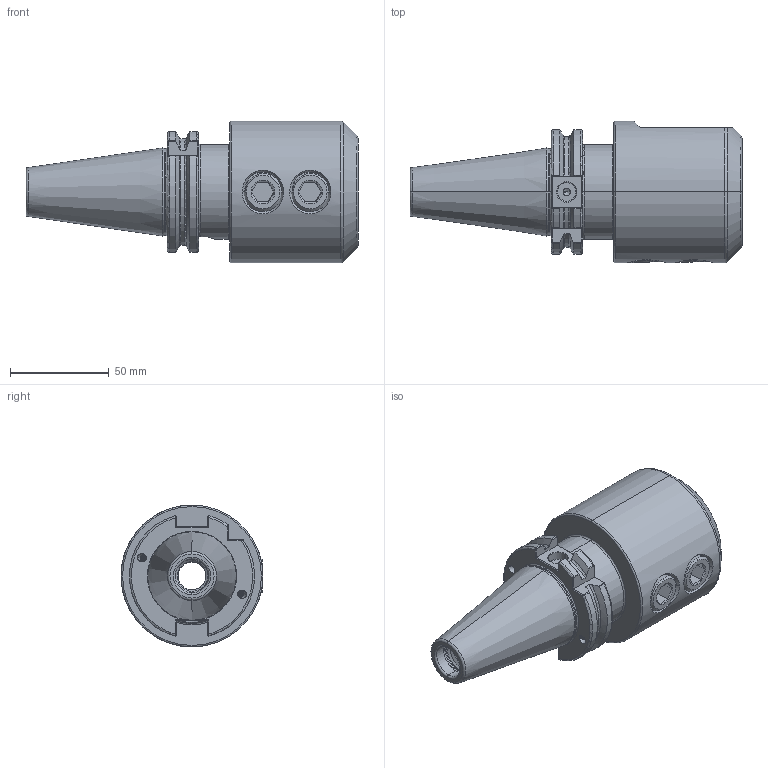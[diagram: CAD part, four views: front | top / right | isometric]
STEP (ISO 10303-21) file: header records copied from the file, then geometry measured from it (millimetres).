
FILE_DESCRIPTION (( 'STEP AP203' ), '1' );
FILE_NAME ('403.05.32.STEP', '2016-11-25T08:44:38', ( '' ), ( '' ), 'SwSTEP 2.0', 'SolidWorks 2012', '' );
FILE_SCHEMA (( 'CONFIG_CONTROL_DESIGN' ));
Products named in the file (3): 403.05.32; 側固20_M20x2_20L
Assembly tree (3 placements, depth 2):
  403.05.32
    403.05.32
    側固20_M20x2_20L  x2
Bounding box: 168.4 x 72 x 72 mm (x, y, z)
Volume: 311323.8 mm3; surface area: 62270.9 mm2
Topology: 3 solids, 3 shells, 422 faces, 1156 edges, 732 vertices
Faces by surface type: cylinder 204, plane 76, bspline 54, cone 49, torus 39
Entity records: 39049 total; most frequent: CARTESIAN_POINT 30511, ORIENTED_EDGE 2080, DIRECTION 1324, EDGE_CURVE 1040, VERTEX_POINT 665, AXIS2_PLACEMENT_3D 508, EDGE_LOOP 399, FACE_OUTER_BOUND 383
